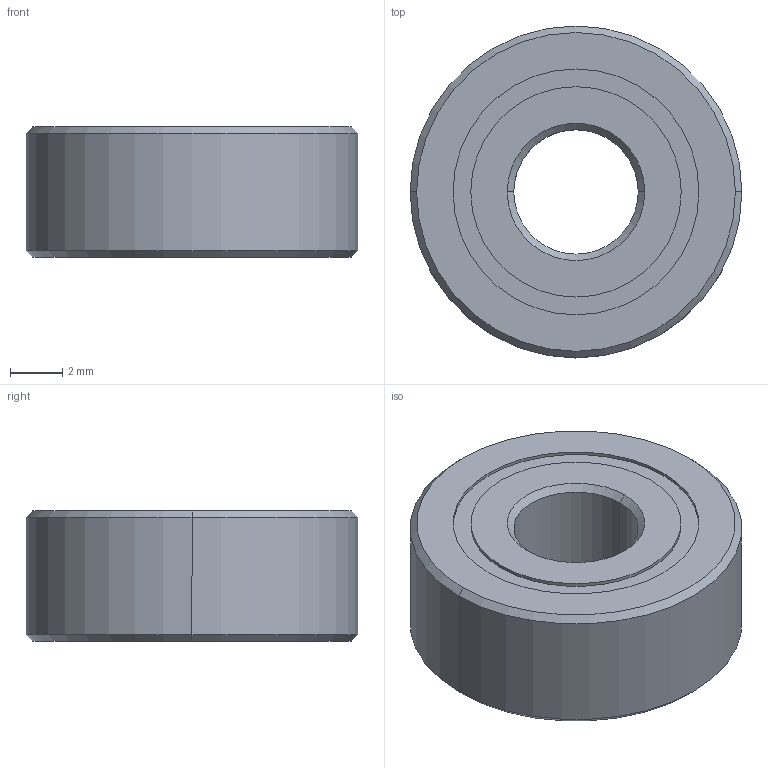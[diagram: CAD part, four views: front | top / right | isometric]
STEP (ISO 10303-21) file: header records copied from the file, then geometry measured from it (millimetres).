
FILE_DESCRIPTION (( 'STEP AP214' ), '1' );
FILE_NAME ('am-4458 3-16 in ID 1-2 in OD Shielded Bearing R3ZZ.STEP', '2021-04-22T18:34:35', ( '' ), ( '' ), 'SwSTEP 2.0', 'SolidWorks 2019', '' );
FILE_SCHEMA (( 'AUTOMOTIVE_DESIGN' ));
Length unit declared in the file: inch
Products named in the file (1): am-4458 3-16 in ID 1-2 in OD Shielded Bearing R3ZZ
Bounding box: 12.7 x 12.7 x 4.98 mm (x, y, z)
Volume: 469.8 mm3; surface area: 1092.6 mm2
Topology: 12 solids, 12 shells, 58 faces, 140 edges, 90 vertices
Faces by surface type: cylinder 20, sphere 16, cone 8, plane 8, torus 6
Entity records: 1779 total; most frequent: DIRECTION 290, CARTESIAN_POINT 225, ORIENTED_EDGE 200, AXIS2_PLACEMENT_3D 131, EDGE_CURVE 100, CIRCLE 72, VERTEX_POINT 66, EDGE_LOOP 66
